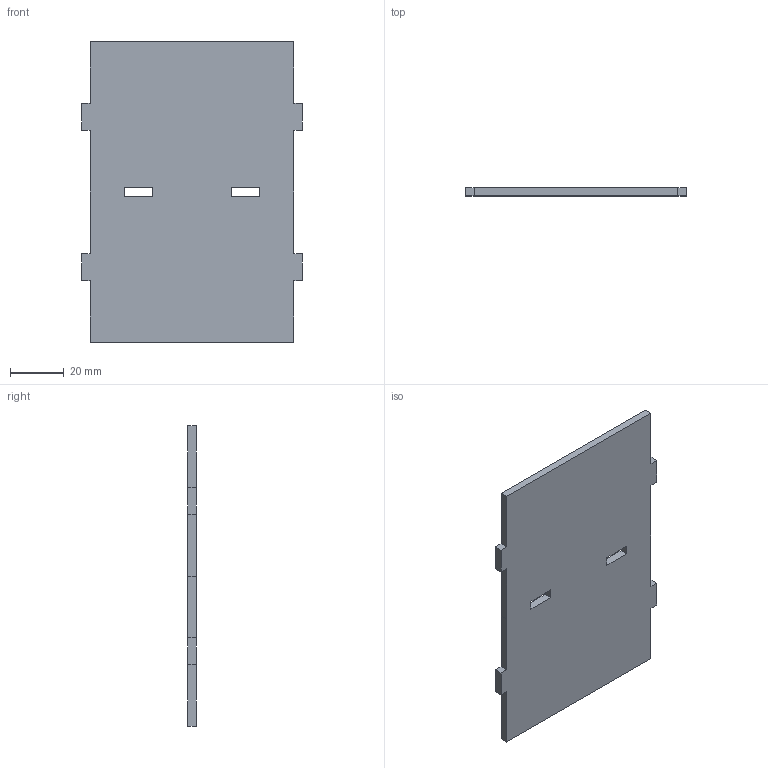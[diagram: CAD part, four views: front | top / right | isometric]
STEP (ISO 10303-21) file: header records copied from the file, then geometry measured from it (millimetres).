
FILE_DESCRIPTION(('FreeCAD Model'),'2;1');
FILE_NAME('Open CASCADE Shape Model','2024-07-17T22:46:02',(''),(''), 'Open CASCADE STEP processor 7.6','FreeCAD','Unknown');
FILE_SCHEMA(('AUTOMOTIVE_DESIGN { 1 0 10303 214 1 1 1 1 }'));
Length unit declared in the file: millimetre
Products named in the file (1): Body
Bounding box: 82 x 3 x 112 mm (x, y, z)
Volume: 25675.5 mm3; surface area: 18485 mm2
Topology: 1 solids, 1 shells, 32 faces, 90 edges, 60 vertices
Faces by surface type: plane 32
Entity records: 1044 total; most frequent: CARTESIAN_POINT 183, ORIENTED_EDGE 180, DIRECTION 156, EDGE_CURVE 90, LINE 90, VECTOR 90, VERTEX_POINT 60, FACE_BOUND 36
